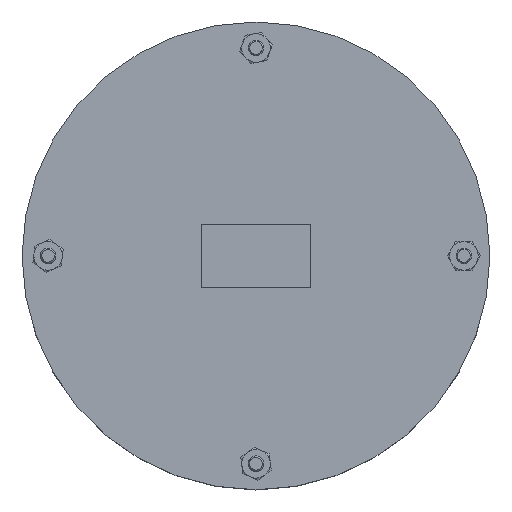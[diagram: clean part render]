
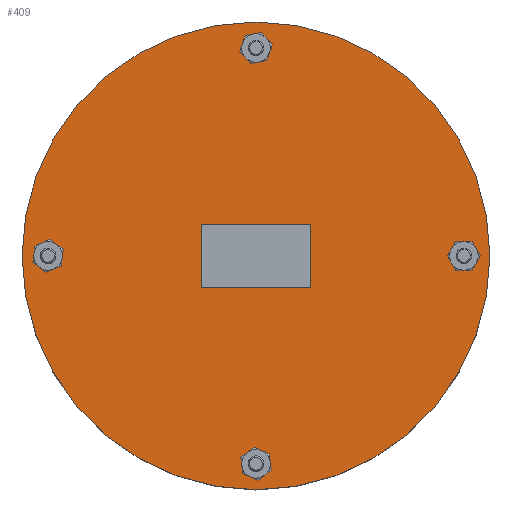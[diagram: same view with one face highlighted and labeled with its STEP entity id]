
A CAD part, top view. The second image highlights one B-rep face of the part: STEP entity #409.
In plain terms, the highlighted face is planar.
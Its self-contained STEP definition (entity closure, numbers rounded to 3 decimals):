
#10 = CARTESIAN_POINT ( 'NONE',  ( -40., 2., 0. ) ) ;
#12 = CARTESIAN_POINT ( 'NONE',  ( 0., 2., 0. ) ) ;
#46 = CIRCLE ( 'NONE', #2285, 1.75 ) ;
#101 = DIRECTION ( 'NONE',  ( 0., 0., 1. ) ) ;
#115 = CIRCLE ( 'NONE', #1356, 1.75 ) ;
#119 = DIRECTION ( 'NONE',  ( 0., 1., 0. ) ) ;
#171 = CARTESIAN_POINT ( 'NONE',  ( 0., 2., -45. ) ) ;
#193 = VECTOR ( 'NONE', #1391, 1000. ) ;
#214 = FACE_BOUND ( 'NONE', #947, .T. ) ;
#228 = CARTESIAN_POINT ( 'NONE',  ( 0., 2., 0. ) ) ;
#232 = VERTEX_POINT ( 'NONE', #329 ) ;
#248 = EDGE_LOOP ( 'NONE', ( #1118, #2935 ) ) ;
#308 = CARTESIAN_POINT ( 'NONE',  ( -10.5, 2., 6. ) ) ;
#326 = VERTEX_POINT ( 'NONE', #1397 ) ;
#329 = CARTESIAN_POINT ( 'NONE',  ( 0., 2., 45. ) ) ;
#339 = DIRECTION ( 'NONE',  ( 0., 0., 1. ) ) ;
#347 = AXIS2_PLACEMENT_3D ( 'NONE', #2907, #902, #2371 ) ;
#357 = DIRECTION ( 'NONE',  ( 0., 1., 0. ) ) ;
#381 = ORIENTED_EDGE ( 'NONE', *, *, #2460, .F. ) ;
#395 = EDGE_CURVE ( 'NONE', #463, #1977, #527, .T. ) ;
#398 = VECTOR ( 'NONE', #2213, 1000. ) ;
#401 = LINE ( 'NONE', #1643, #193 ) ;
#409 = ADVANCED_FACE ( 'NONE', ( #459, #214, #953, #2703, #476, #1778 ), #2233, .T. ) ;
#452 = CIRCLE ( 'NONE', #1545, 45. ) ;
#459 = FACE_BOUND ( 'NONE', #2176, .T. ) ;
#463 = VERTEX_POINT ( 'NONE', #731 ) ;
#469 = CARTESIAN_POINT ( 'NONE',  ( 0., 2., 0. ) ) ;
#476 = FACE_BOUND ( 'NONE', #500, .T. ) ;
#497 = EDGE_CURVE ( 'NONE', #1897, #232, #1941, .T. ) ;
#500 = EDGE_LOOP ( 'NONE', ( #1568, #534 ) ) ;
#505 = DIRECTION ( 'NONE',  ( 0., 0., 1. ) ) ;
#523 = VECTOR ( 'NONE', #339, 1000. ) ;
#527 = CIRCLE ( 'NONE', #2034, 1.75 ) ;
#534 = ORIENTED_EDGE ( 'NONE', *, *, #2898, .F. ) ;
#552 = CARTESIAN_POINT ( 'NONE',  ( -40., 2., 1.75 ) ) ;
#577 = VERTEX_POINT ( 'NONE', #1565 ) ;
#591 = VERTEX_POINT ( 'NONE', #1297 ) ;
#611 = AXIS2_PLACEMENT_3D ( 'NONE', #228, #1014, #2715 ) ;
#640 = VERTEX_POINT ( 'NONE', #308 ) ;
#648 = DIRECTION ( 'NONE',  ( 0., 1., 0. ) ) ;
#665 = EDGE_CURVE ( 'NONE', #977, #2609, #2845, .T. ) ;
#674 = AXIS2_PLACEMENT_3D ( 'NONE', #12, #687, #3031 ) ;
#686 = EDGE_LOOP ( 'NONE', ( #2797, #1856 ) ) ;
#687 = DIRECTION ( 'NONE',  ( 0., 1., 0. ) ) ;
#699 = CARTESIAN_POINT ( 'NONE',  ( 40., 2., 0. ) ) ;
#710 = EDGE_CURVE ( 'NONE', #640, #326, #401, .T. ) ;
#731 = CARTESIAN_POINT ( 'NONE',  ( 40., 2., 1.75 ) ) ;
#756 = DIRECTION ( 'NONE',  ( 0., 1., 0. ) ) ;
#771 = EDGE_CURVE ( 'NONE', #908, #577, #1909, .T. ) ;
#884 = CARTESIAN_POINT ( 'NONE',  ( 40., 2., -1.75 ) ) ;
#902 = DIRECTION ( 'NONE',  ( 0., 1., 0. ) ) ;
#908 = VERTEX_POINT ( 'NONE', #1984 ) ;
#912 = ORIENTED_EDGE ( 'NONE', *, *, #710, .F. ) ;
#945 = EDGE_CURVE ( 'NONE', #232, #1897, #452, .T. ) ;
#947 = EDGE_LOOP ( 'NONE', ( #2592, #958 ) ) ;
#953 = FACE_BOUND ( 'NONE', #1700, .T. ) ;
#958 = ORIENTED_EDGE ( 'NONE', *, *, #665, .F. ) ;
#977 = VERTEX_POINT ( 'NONE', #1508 ) ;
#985 = AXIS2_PLACEMENT_3D ( 'NONE', #1695, #648, #2200 ) ;
#1000 = EDGE_CURVE ( 'NONE', #591, #1024, #2761, .T. ) ;
#1014 = DIRECTION ( 'NONE',  ( 0., 1., 0. ) ) ;
#1024 = VERTEX_POINT ( 'NONE', #2244 ) ;
#1108 = DIRECTION ( 'NONE',  ( 0., 1., 0. ) ) ;
#1118 = ORIENTED_EDGE ( 'NONE', *, *, #497, .T. ) ;
#1295 = LINE ( 'NONE', #2102, #523 ) ;
#1297 = CARTESIAN_POINT ( 'NONE',  ( 10.5, 2., -6. ) ) ;
#1315 = CARTESIAN_POINT ( 'NONE',  ( 0., 2., -40. ) ) ;
#1356 = AXIS2_PLACEMENT_3D ( 'NONE', #1583, #119, #101 ) ;
#1391 = DIRECTION ( 'NONE',  ( 1., 0., 0. ) ) ;
#1397 = CARTESIAN_POINT ( 'NONE',  ( 10.5, 2., 6. ) ) ;
#1472 = VERTEX_POINT ( 'NONE', #552 ) ;
#1486 = EDGE_CURVE ( 'NONE', #326, #591, #2066, .T. ) ;
#1508 = CARTESIAN_POINT ( 'NONE',  ( 0., 2., -41.75 ) ) ;
#1545 = AXIS2_PLACEMENT_3D ( 'NONE', #469, #756, #1758 ) ;
#1565 = CARTESIAN_POINT ( 'NONE',  ( 0., 2., 41.75 ) ) ;
#1568 = ORIENTED_EDGE ( 'NONE', *, *, #2737, .F. ) ;
#1580 = CARTESIAN_POINT ( 'NONE',  ( 10.5, 2., 6. ) ) ;
#1583 = CARTESIAN_POINT ( 'NONE',  ( 0., 2., -40. ) ) ;
#1588 = VERTEX_POINT ( 'NONE', #2646 ) ;
#1605 = AXIS2_PLACEMENT_3D ( 'NONE', #2132, #1108, #1624 ) ;
#1624 = DIRECTION ( 'NONE',  ( 0., 0., 1. ) ) ;
#1631 = ORIENTED_EDGE ( 'NONE', *, *, #395, .F. ) ;
#1643 = CARTESIAN_POINT ( 'NONE',  ( -10.5, 2., 6. ) ) ;
#1695 = CARTESIAN_POINT ( 'NONE',  ( 40., 2., 0. ) ) ;
#1700 = EDGE_LOOP ( 'NONE', ( #1631, #381 ) ) ;
#1758 = DIRECTION ( 'NONE',  ( 0., 0., 1. ) ) ;
#1778 = FACE_OUTER_BOUND ( 'NONE', #248, .T. ) ;
#1856 = ORIENTED_EDGE ( 'NONE', *, *, #771, .F. ) ;
#1863 = CIRCLE ( 'NONE', #1605, 1.75 ) ;
#1897 = VERTEX_POINT ( 'NONE', #171 ) ;
#1909 = CIRCLE ( 'NONE', #347, 1.75 ) ;
#1920 = AXIS2_PLACEMENT_3D ( 'NONE', #10, #2231, #505 ) ;
#1941 = CIRCLE ( 'NONE', #611, 45. ) ;
#1964 = EDGE_CURVE ( 'NONE', #577, #908, #1863, .T. ) ;
#1977 = VERTEX_POINT ( 'NONE', #884 ) ;
#1984 = CARTESIAN_POINT ( 'NONE',  ( 0., 2., 38.25 ) ) ;
#2013 = CARTESIAN_POINT ( 'NONE',  ( -10.5, 2., -6. ) ) ;
#2034 = AXIS2_PLACEMENT_3D ( 'NONE', #699, #2142, #2681 ) ;
#2066 = LINE ( 'NONE', #1580, #2806 ) ;
#2102 = CARTESIAN_POINT ( 'NONE',  ( -10.5, 2., 6. ) ) ;
#2132 = CARTESIAN_POINT ( 'NONE',  ( 0., 2., 40. ) ) ;
#2142 = DIRECTION ( 'NONE',  ( 0., 1., 0. ) ) ;
#2176 = EDGE_LOOP ( 'NONE', ( #2447, #912, #3187, #3100 ) ) ;
#2200 = DIRECTION ( 'NONE',  ( 0., 0., 1. ) ) ;
#2213 = DIRECTION ( 'NONE',  ( -1., 0., 0. ) ) ;
#2231 = DIRECTION ( 'NONE',  ( 0., 1., 0. ) ) ;
#2233 = PLANE ( 'NONE',  #674 ) ;
#2244 = CARTESIAN_POINT ( 'NONE',  ( -10.5, 2., -6. ) ) ;
#2285 = AXIS2_PLACEMENT_3D ( 'NONE', #2580, #357, #2436 ) ;
#2311 = DIRECTION ( 'NONE',  ( 0., 0., 1. ) ) ;
#2328 = DIRECTION ( 'NONE',  ( 0., 1., 0. ) ) ;
#2371 = DIRECTION ( 'NONE',  ( 0., 0., 1. ) ) ;
#2398 = EDGE_CURVE ( 'NONE', #2609, #977, #115, .T. ) ;
#2436 = DIRECTION ( 'NONE',  ( 0., 0., 1. ) ) ;
#2447 = ORIENTED_EDGE ( 'NONE', *, *, #1486, .F. ) ;
#2460 = EDGE_CURVE ( 'NONE', #1977, #463, #3027, .T. ) ;
#2567 = DIRECTION ( 'NONE',  ( 0., 0., -1. ) ) ;
#2580 = CARTESIAN_POINT ( 'NONE',  ( -40., 2., 0. ) ) ;
#2592 = ORIENTED_EDGE ( 'NONE', *, *, #2398, .F. ) ;
#2609 = VERTEX_POINT ( 'NONE', #3212 ) ;
#2646 = CARTESIAN_POINT ( 'NONE',  ( -40., 2., -1.75 ) ) ;
#2681 = DIRECTION ( 'NONE',  ( 0., 0., 1. ) ) ;
#2703 = FACE_BOUND ( 'NONE', #686, .T. ) ;
#2715 = DIRECTION ( 'NONE',  ( 0., 0., 1. ) ) ;
#2737 = EDGE_CURVE ( 'NONE', #1472, #1588, #2750, .T. ) ;
#2750 = CIRCLE ( 'NONE', #1920, 1.75 ) ;
#2761 = LINE ( 'NONE', #2013, #398 ) ;
#2797 = ORIENTED_EDGE ( 'NONE', *, *, #1964, .F. ) ;
#2806 = VECTOR ( 'NONE', #2567, 1000. ) ;
#2821 = EDGE_CURVE ( 'NONE', #1024, #640, #1295, .T. ) ;
#2845 = CIRCLE ( 'NONE', #2892, 1.75 ) ;
#2892 = AXIS2_PLACEMENT_3D ( 'NONE', #1315, #2328, #2311 ) ;
#2898 = EDGE_CURVE ( 'NONE', #1588, #1472, #46, .T. ) ;
#2907 = CARTESIAN_POINT ( 'NONE',  ( 0., 2., 40. ) ) ;
#2935 = ORIENTED_EDGE ( 'NONE', *, *, #945, .T. ) ;
#3027 = CIRCLE ( 'NONE', #985, 1.75 ) ;
#3031 = DIRECTION ( 'NONE',  ( 0., 0., 1. ) ) ;
#3100 = ORIENTED_EDGE ( 'NONE', *, *, #1000, .F. ) ;
#3187 = ORIENTED_EDGE ( 'NONE', *, *, #2821, .F. ) ;
#3212 = CARTESIAN_POINT ( 'NONE',  ( 0., 2., -38.25 ) ) ;
